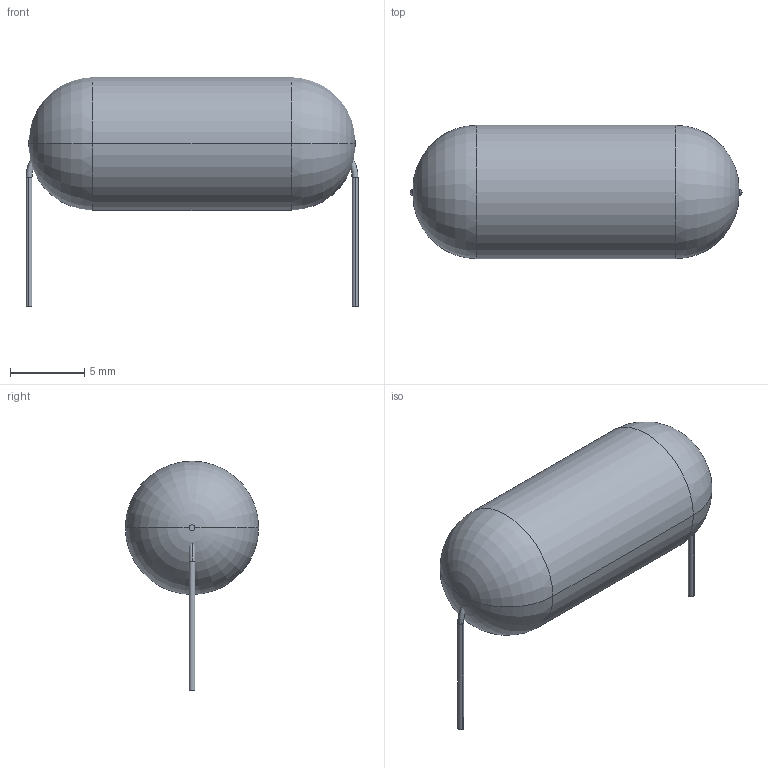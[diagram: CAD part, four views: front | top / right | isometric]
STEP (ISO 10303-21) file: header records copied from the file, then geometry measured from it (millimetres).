
FILE_DESCRIPTION (( 'STEP AP214' ), '1' );
FILE_NAME ( 'FUSAD2200W40L2200D1350.STEP', '2022-11-18T19:20:02', ( '' ), ( '' ), '', '©2017 PCB Libraries, Inc.', '' );
FILE_SCHEMA (( 'AUTOMOTIVE_DESIGN' ));
Length unit declared in the file: millimetre
Products named in the file (1): FUSAD2200W40L2200D1350
Bounding box: 22.4 x 9 x 15.5 mm (x, y, z)
Volume: 1225.6 mm3; surface area: 665.5 mm2
Topology: 3 solids, 3 shells, 24 faces, 46 edges, 28 vertices
Faces by surface type: cylinder 10, torus 8, plane 6
Entity records: 742 total; most frequent: DIRECTION 132, CARTESIAN_POINT 99, ORIENTED_EDGE 92, AXIS2_PLACEMENT_3D 61, EDGE_CURVE 46, CIRCLE 36, VERTEX_POINT 28, STYLED_ITEM 28
